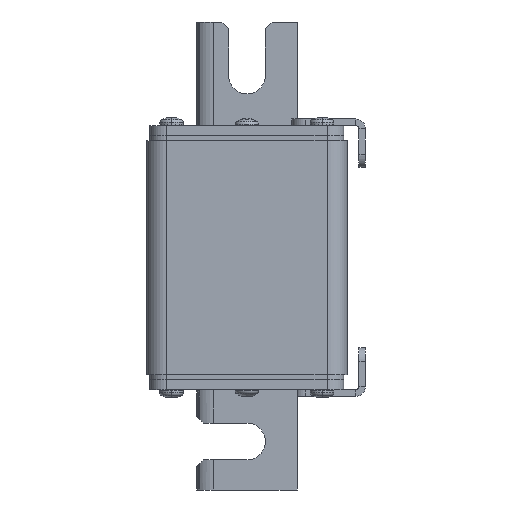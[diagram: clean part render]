
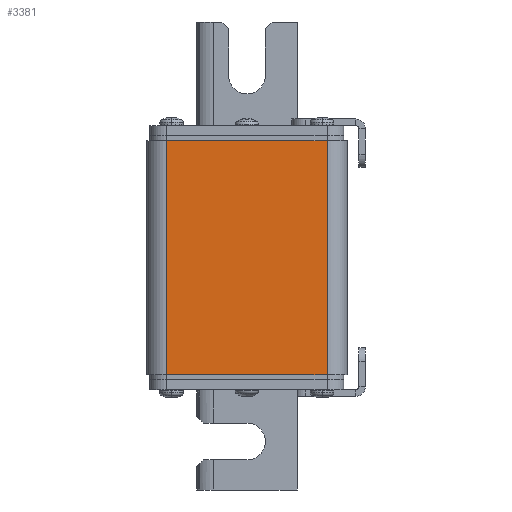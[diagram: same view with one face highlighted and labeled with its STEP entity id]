
A CAD part, front view. The second image highlights one B-rep face of the part: STEP entity #3381.
In plain terms, the highlighted planar face has unit normal (0, -1, 0).
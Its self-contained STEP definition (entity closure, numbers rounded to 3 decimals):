
#449=DIRECTION('',(0.,0.,1.));
#450=VECTOR('',#449,70.);
#451=CARTESIAN_POINT('',(24.,-30.,-35.));
#452=LINE('',#451,#450);
#463=DIRECTION('',(-1.,0.,0.));
#464=VECTOR('',#463,48.);
#465=CARTESIAN_POINT('',(24.,-30.,-35.));
#466=LINE('',#465,#464);
#477=DIRECTION('',(0.,0.,-1.));
#478=VECTOR('',#477,70.);
#479=CARTESIAN_POINT('',(-24.,-30.,35.));
#480=LINE('',#479,#478);
#535=DIRECTION('',(-1.,0.,0.));
#536=VECTOR('',#535,48.);
#537=CARTESIAN_POINT('',(24.,-30.,35.));
#538=LINE('',#537,#536);
#2739=CARTESIAN_POINT('',(-24.,-30.,-35.));
#2740=VERTEX_POINT('',#2739);
#2741=CARTESIAN_POINT('',(24.,-30.,-35.));
#2742=VERTEX_POINT('',#2741);
#2811=CARTESIAN_POINT('',(24.,-30.,35.));
#2812=VERTEX_POINT('',#2811);
#2813=CARTESIAN_POINT('',(-24.,-30.,35.));
#2814=VERTEX_POINT('',#2813);
#3368=CARTESIAN_POINT('',(-30.,-30.,-35.));
#3369=DIRECTION('',(0.,-1.,0.));
#3370=DIRECTION('',(1.,0.,0.));
#3371=AXIS2_PLACEMENT_3D('',#3368,#3369,#3370);
#3372=PLANE('',#3371);
#3373=ORIENTED_EDGE('',*,*,#3360,.F.);
#3374=ORIENTED_EDGE('',*,*,#3200,.T.);
#3376=ORIENTED_EDGE('',*,*,#3375,.F.);
#3378=ORIENTED_EDGE('',*,*,#3377,.F.);
#3379=EDGE_LOOP('',(#3373,#3374,#3376,#3378));
#3380=FACE_OUTER_BOUND('',#3379,.F.);
#3200=EDGE_CURVE('',#2742,#2740,#466,.T.);
#3360=EDGE_CURVE('',#2742,#2812,#452,.T.);
#3375=EDGE_CURVE('',#2814,#2740,#480,.T.);
#3377=EDGE_CURVE('',#2812,#2814,#538,.T.);
#3381=ADVANCED_FACE('',(#3380),#3372,.T.);
